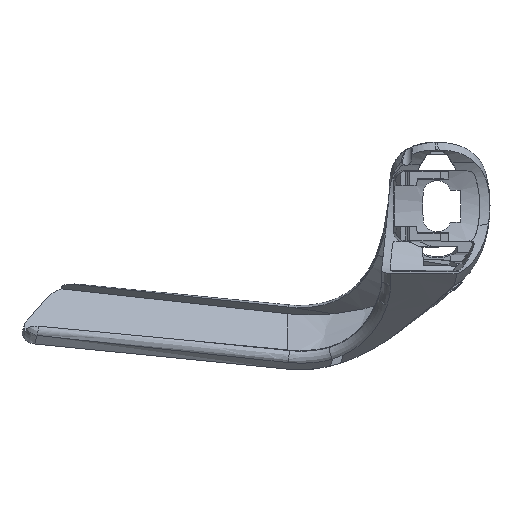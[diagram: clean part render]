
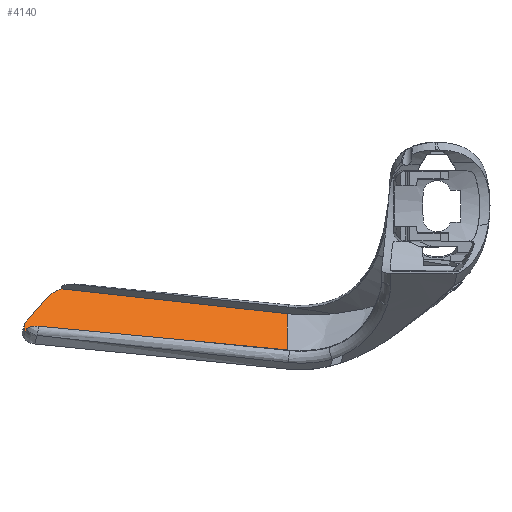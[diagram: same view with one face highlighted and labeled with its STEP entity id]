
A CAD part, top view. The second image highlights one B-rep face of the part: STEP entity #4140.
In plain terms, the highlighted free-form (B-spline) face has degree [3, 3] with [4, 6] control points.
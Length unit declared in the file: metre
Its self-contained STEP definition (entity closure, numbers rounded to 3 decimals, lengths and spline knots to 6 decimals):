
#107=B_SPLINE_SURFACE_WITH_KNOTS('',3,3,((#13029,#13030,#13031,#13032,#13033,
#13034),(#13035,#13036,#13037,#13038,#13039,#13040),(#13041,#13042,#13043,
#13044,#13045,#13046),(#13047,#13048,#13049,#13050,#13051,#13052)),
 .RULED_SURF.,.F.,.F.,.F.,(4,4),(4,2,4),(0.,1.),(0.000108,
0.005673,0.999999),.UNSPECIFIED.);
#324=B_SPLINE_CURVE_WITH_KNOTS('',3,(#7413,#7414,#7415,#7416),
 .UNSPECIFIED.,.F.,.F.,(4,4),(0.,0.003021),
 .UNSPECIFIED.);
#528=B_SPLINE_CURVE_WITH_KNOTS('',3,(#11346,#11347,#11348,#11349),
 .UNSPECIFIED.,.F.,.F.,(4,4),(0.,1.),.UNSPECIFIED.);
#537=B_SPLINE_CURVE_WITH_KNOTS('',3,(#11556,#11557,#11558,#11559,#11560,
#11561,#11562,#11563,#11564,#11565,#11566,#11567,#11568,#11569,#11570,#11571,
#11572,#11573,#11574,#11575,#11576,#11577,#11578,#11579,#11580,#11581,#11582,
#11583,#11584,#11585,#11586,#11587,#11588,#11589),.UNSPECIFIED.,.F.,.F.,
(4,1,1,1,1,1,1,1,1,1,1,1,1,1,1,1,1,1,1,1,1,1,1,1,1,1,1,1,1,1,1,4),(0.,0.0625,
0.125,0.1875,0.21875,0.234375,0.242188,0.25,0.257813,0.265625,0.28125,
0.3125,0.375,0.40625,0.4375,0.46875,0.484375,0.492188,0.5,0.507813,0.515625,
0.53125,0.5625,0.59375,0.625,0.6875,0.71875,0.75,0.78125,0.8125,0.875,1.),
 .UNSPECIFIED.);
#547=B_SPLINE_CURVE_WITH_KNOTS('',3,(#12971,#12972,#12973,#12974),
 .UNSPECIFIED.,.F.,.F.,(4,4),(0.,1.),.UNSPECIFIED.);
#551=B_SPLINE_CURVE_WITH_KNOTS('',3,(#13025,#13026,#13027,#13028),
 .UNSPECIFIED.,.F.,.F.,(4,4),(0.,1.),.UNSPECIFIED.);
#552=B_SPLINE_CURVE_WITH_KNOTS('',3,(#13053,#13054,#13055,#13056),
 .UNSPECIFIED.,.F.,.F.,(4,4),(0.,0.0049),.UNSPECIFIED.);
#1704=ORIENTED_EDGE('',*,*,#2545,.T.);
#1705=ORIENTED_EDGE('',*,*,#2222,.T.);
#1706=ORIENTED_EDGE('',*,*,#2549,.F.);
#1707=ORIENTED_EDGE('',*,*,#2533,.T.);
#1708=ORIENTED_EDGE('',*,*,#2521,.T.);
#1709=ORIENTED_EDGE('',*,*,#2550,.T.);
#2222=EDGE_CURVE('',#2816,#2815,#324,.T.);
#2521=EDGE_CURVE('',#2994,#2993,#528,.T.);
#2533=EDGE_CURVE('',#3001,#2994,#537,.F.);
#2545=EDGE_CURVE('',#3007,#2816,#547,.F.);
#2549=EDGE_CURVE('',#3001,#2815,#551,.T.);
#2550=EDGE_CURVE('',#2993,#3007,#552,.T.);
#2815=VERTEX_POINT('',#7412);
#2816=VERTEX_POINT('',#7417);
#2993=VERTEX_POINT('',#11345);
#2994=VERTEX_POINT('',#11350);
#3001=VERTEX_POINT('',#11590);
#3007=VERTEX_POINT('',#12975);
#3613=EDGE_LOOP('',(#1704,#1705,#1706,#1707,#1708,#1709));
#3840=FACE_BOUND('',#3613,.T.);
#4140=ADVANCED_FACE('',(#3840),#107,.F.);
#7412=CARTESIAN_POINT('',(-0.090814,-0.0222,-0.013628));
#7413=CARTESIAN_POINT('',(-0.090658,-0.020089,-0.015642));
#7414=CARTESIAN_POINT('',(-0.091171,-0.020681,-0.014986));
#7415=CARTESIAN_POINT('',(-0.091242,-0.021484,-0.014218));
#7416=CARTESIAN_POINT('',(-0.090814,-0.0222,-0.013628));
#7417=CARTESIAN_POINT('',(-0.090658,-0.020089,-0.015642));
#11345=CARTESIAN_POINT('',(-0.082583,-0.012484,-0.024347));
#11346=CARTESIAN_POINT('',(-0.030996,-0.018166,-0.028831));
#11347=CARTESIAN_POINT('',(-0.048281,-0.01626,-0.027326));
#11348=CARTESIAN_POINT('',(-0.065476,-0.014366,-0.025832));
#11349=CARTESIAN_POINT('',(-0.082583,-0.012484,-0.024347));
#11350=CARTESIAN_POINT('',(-0.030998,-0.018166,-0.02883));
#11556=CARTESIAN_POINT('',(-0.030998,-0.018166,-0.02883));
#11557=CARTESIAN_POINT('',(-0.030996,-0.018353,-0.028658));
#11558=CARTESIAN_POINT('',(-0.030993,-0.018736,-0.028305));
#11559=CARTESIAN_POINT('',(-0.030988,-0.019337,-0.027753));
#11560=CARTESIAN_POINT('',(-0.030983,-0.019857,-0.027274));
#11561=CARTESIAN_POINT('',(-0.030979,-0.020235,-0.026926));
#11562=CARTESIAN_POINT('',(-0.030976,-0.020423,-0.026753));
#11563=CARTESIAN_POINT('',(-0.030975,-0.020538,-0.026648));
#11564=CARTESIAN_POINT('',(-0.030974,-0.020606,-0.026585));
#11565=CARTESIAN_POINT('',(-0.030973,-0.020744,-0.026458));
#11566=CARTESIAN_POINT('',(-0.030971,-0.020899,-0.026315));
#11567=CARTESIAN_POINT('',(-0.030967,-0.021172,-0.026064));
#11568=CARTESIAN_POINT('',(-0.030961,-0.021667,-0.025609));
#11569=CARTESIAN_POINT('',(-0.030954,-0.02214,-0.025174));
#11570=CARTESIAN_POINT('',(-0.030949,-0.022517,-0.024828));
#11571=CARTESIAN_POINT('',(-0.030946,-0.022751,-0.024613));
#11572=CARTESIAN_POINT('',(-0.030944,-0.022909,-0.024467));
#11573=CARTESIAN_POINT('',(-0.030943,-0.022993,-0.02439));
#11574=CARTESIAN_POINT('',(-0.030942,-0.023045,-0.024343));
#11575=CARTESIAN_POINT('',(-0.030942,-0.023052,-0.024336));
#11576=CARTESIAN_POINT('',(-0.030941,-0.023166,-0.024231));
#11577=CARTESIAN_POINT('',(-0.030939,-0.023279,-0.024127));
#11578=CARTESIAN_POINT('',(-0.030936,-0.023492,-0.023931));
#11579=CARTESIAN_POINT('',(-0.030933,-0.02378,-0.023666));
#11580=CARTESIAN_POINT('',(-0.030929,-0.024117,-0.023357));
#11581=CARTESIAN_POINT('',(-0.030924,-0.024549,-0.022959));
#11582=CARTESIAN_POINT('',(-0.03092,-0.024954,-0.022587));
#11583=CARTESIAN_POINT('',(-0.030917,-0.025345,-0.022227));
#11584=CARTESIAN_POINT('',(-0.030915,-0.025598,-0.021994));
#11585=CARTESIAN_POINT('',(-0.030912,-0.025947,-0.021673));
#11586=CARTESIAN_POINT('',(-0.03091,-0.026363,-0.02129));
#11587=CARTESIAN_POINT('',(-0.030908,-0.027077,-0.020632));
#11588=CARTESIAN_POINT('',(-0.030908,-0.027628,-0.020123));
#11589=CARTESIAN_POINT('',(-0.03091,-0.027973,-0.019805));
#11590=CARTESIAN_POINT('',(-0.030909,-0.027973,-0.019805));
#12971=CARTESIAN_POINT('',(-0.090658,-0.020089,-0.015642));
#12972=CARTESIAN_POINT('',(-0.089099,-0.01829,-0.017634));
#12973=CARTESIAN_POINT('',(-0.087539,-0.016491,-0.019627));
#12974=CARTESIAN_POINT('',(-0.08598,-0.014692,-0.021619));
#12975=CARTESIAN_POINT('',(-0.08598,-0.014692,-0.021619));
#13025=CARTESIAN_POINT('',(-0.030909,-0.027973,-0.019805));
#13026=CARTESIAN_POINT('',(-0.050979,-0.026039,-0.017736));
#13027=CARTESIAN_POINT('',(-0.071066,-0.024104,-0.015665));
#13028=CARTESIAN_POINT('',(-0.091172,-0.022165,-0.013592));
#13029=CARTESIAN_POINT('',(-0.030525,-0.028255,-0.019619));
#13030=CARTESIAN_POINT('',(-0.030525,-0.028235,-0.019637));
#13031=CARTESIAN_POINT('',(-0.030526,-0.028215,-0.019655));
#13032=CARTESIAN_POINT('',(-0.030577,-0.024624,-0.022956));
#13033=CARTESIAN_POINT('',(-0.030628,-0.021053,-0.026239));
#13034=CARTESIAN_POINT('',(-0.030679,-0.017481,-0.029522));
#13035=CARTESIAN_POINT('',(-0.051275,-0.026193,-0.017537));
#13036=CARTESIAN_POINT('',(-0.051269,-0.026174,-0.017556));
#13037=CARTESIAN_POINT('',(-0.051264,-0.026154,-0.017575));
#13038=CARTESIAN_POINT('',(-0.050348,-0.02267,-0.020983));
#13039=CARTESIAN_POINT('',(-0.049437,-0.019206,-0.024373));
#13040=CARTESIAN_POINT('',(-0.048526,-0.015741,-0.027763));
#13041=CARTESIAN_POINT('',(-0.072024,-0.024131,-0.015454));
#13042=CARTESIAN_POINT('',(-0.072013,-0.024112,-0.015474));
#13043=CARTESIAN_POINT('',(-0.072003,-0.024093,-0.015494));
#13044=CARTESIAN_POINT('',(-0.070119,-0.020717,-0.01901));
#13045=CARTESIAN_POINT('',(-0.068246,-0.017359,-0.022507));
#13046=CARTESIAN_POINT('',(-0.066372,-0.014001,-0.026004));
#13047=CARTESIAN_POINT('',(-0.092773,-0.022068,-0.013372));
#13048=CARTESIAN_POINT('',(-0.092758,-0.02205,-0.013393));
#13049=CARTESIAN_POINT('',(-0.092742,-0.022032,-0.013413));
#13050=CARTESIAN_POINT('',(-0.08989,-0.018763,-0.017037));
#13051=CARTESIAN_POINT('',(-0.087055,-0.015512,-0.020641));
#13052=CARTESIAN_POINT('',(-0.084219,-0.012261,-0.024246));
#13053=CARTESIAN_POINT('',(-0.082583,-0.012484,-0.024347));
#13054=CARTESIAN_POINT('',(-0.083986,-0.012976,-0.023616));
#13055=CARTESIAN_POINT('',(-0.085148,-0.013732,-0.022683));
#13056=CARTESIAN_POINT('',(-0.08598,-0.014692,-0.021619));
